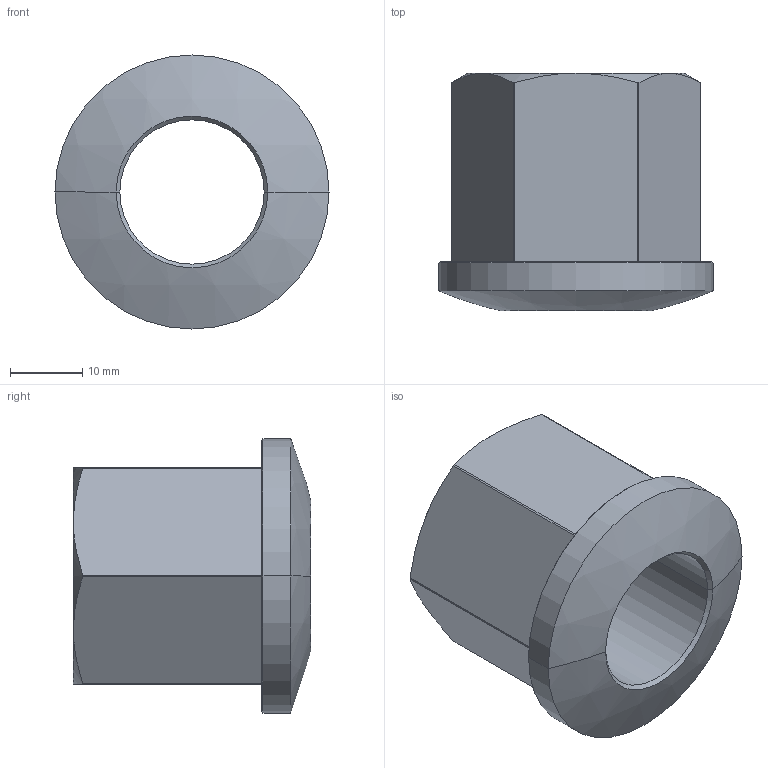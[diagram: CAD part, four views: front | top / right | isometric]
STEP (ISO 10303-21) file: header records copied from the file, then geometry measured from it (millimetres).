
FILE_DESCRIPTION (( 'STEP AP203' ), '1' );
FILE_NAME ('WDS-407-257.step', '2011-04-20T11:31:31', ( 'SysAdmin' ), ( 'SolidWorks' ), 'SwSTEP 2.0', 'SolidWorks 2011', '' );
FILE_SCHEMA (( 'CONFIG_CONTROL_DESIGN' ));
Length unit declared in the file: millimetre
Products named in the file (2): WDS-407-257; WDS-407-257_407_407-257
Assembly tree (1 placements, depth 2):
  WDS-407-257
    WDS-407-257_407_407-257
Bounding box: 38 x 32.9 x 38 mm (x, y, z)
Volume: 16588.9 mm3; surface area: 6874.6 mm2
Topology: 1 solids, 1 shells, 32 faces, 75 edges, 45 vertices
Faces by surface type: cone 11, cylinder 11, plane 8, sphere 2
Entity records: 1162 total; most frequent: CARTESIAN_POINT 228, DIRECTION 170, ORIENTED_EDGE 150, EDGE_CURVE 75, AXIS2_PLACEMENT_3D 71, VERTEX_POINT 45, CIRCLE 35, EDGE_LOOP 34
